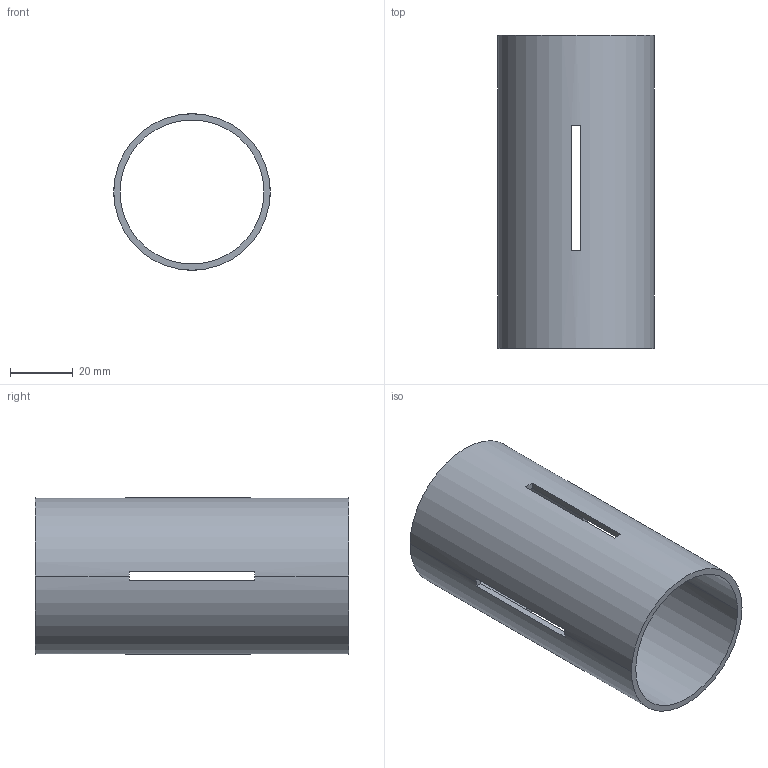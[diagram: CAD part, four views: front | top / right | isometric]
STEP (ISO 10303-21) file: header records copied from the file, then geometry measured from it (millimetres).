
FILE_DESCRIPTION(('CATIA V5 STEP Exchange'),'2;1');
FILE_NAME('fin_can.stp','2019-04-02T15:42:20+00:00',('none'),('none'),'Version 5-6 Release 2013','CATIA V5 STEP AP203','none');
FILE_SCHEMA(('CONFIG_CONTROL_DESIGN'));
Length unit declared in the file: millimetre
Products named in the file (1): fin_can
Bounding box: 50 x 100 x 50 mm (x, y, z)
Volume: 29198.7 mm3; surface area: 30491.1 mm2
Topology: 1 solids, 1 shells, 22 faces, 72 edges, 48 vertices
Faces by surface type: plane 18, cylinder 4
Entity records: 788 total; most frequent: ORIENTED_EDGE 144, CARTESIAN_POINT 133, DIRECTION 96, EDGE_CURVE 72, VERTEX_POINT 48, AXIS2_PLACEMENT_3D 45, VECTOR 40, LINE 40
